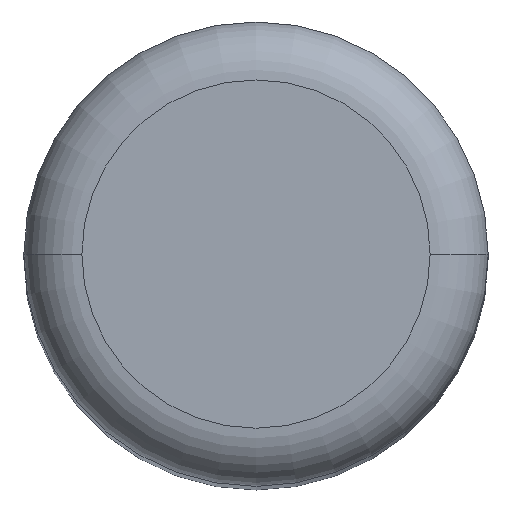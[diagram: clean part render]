
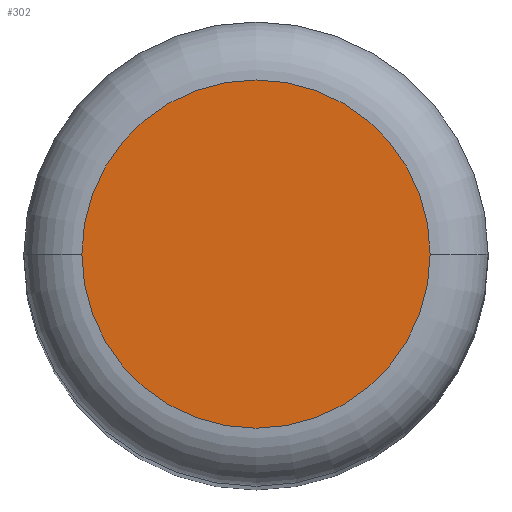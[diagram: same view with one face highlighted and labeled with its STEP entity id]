
A CAD part, top view. The second image highlights one B-rep face of the part: STEP entity #302.
In plain terms, the highlighted planar face has unit normal (0, 0, 1).
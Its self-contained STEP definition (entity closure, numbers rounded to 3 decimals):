
#56=CARTESIAN_POINT('',(0.,0.,0.));
#57=DIRECTION('',(0.,0.,1.));
#58=DIRECTION('',(-1.,0.,0.));
#59=AXIS2_PLACEMENT_3D('',#56,#57,#58);
#65=CARTESIAN_POINT('',(0.,0.,0.));
#66=DIRECTION('',(0.,0.,1.));
#67=DIRECTION('',(1.,0.,0.));
#68=AXIS2_PLACEMENT_3D('',#65,#66,#67);
#259=CARTESIAN_POINT('',(-1.5,0.,0.));
#260=CARTESIAN_POINT('',(1.5,0.,0.));
#261=VERTEX_POINT('',#259);
#262=VERTEX_POINT('',#260);
#291=CARTESIAN_POINT('',(0.,0.,0.));
#292=DIRECTION('',(0.,0.,1.));
#293=DIRECTION('',(1.,0.,0.));
#294=AXIS2_PLACEMENT_3D('',#291,#292,#293);
#295=PLANE('',#294);
#297=ORIENTED_EDGE('',*,*,#296,.F.);
#299=ORIENTED_EDGE('',*,*,#298,.F.);
#300=EDGE_LOOP('',(#297,#299));
#301=FACE_OUTER_BOUND('',#300,.F.);
#302=ADVANCED_FACE('',(#301),#295,.T.);
#60=CIRCLE('',#59,1.5);
#69=CIRCLE('',#68,1.5);
#296=EDGE_CURVE('',#261,#262,#60,.T.);
#298=EDGE_CURVE('',#262,#261,#69,.T.);
